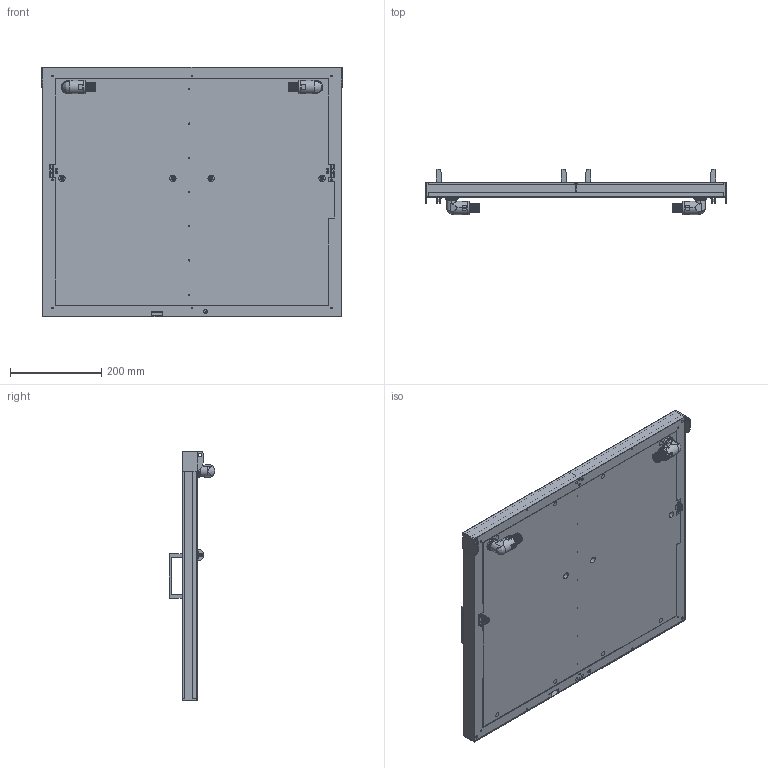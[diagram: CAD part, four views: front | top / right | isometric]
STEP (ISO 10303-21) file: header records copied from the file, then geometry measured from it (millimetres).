
FILE_DESCRIPTION (( 'STEP AP214' ), '1' );
FILE_NAME ('INGUN_114543.STEP', '2024-02-06T14:05:01', ( '' ), ( '' ), 'SwSTEP 2.0', 'SolidWorks 2021', '' );
FILE_SCHEMA (( 'AUTOMOTIVE_DESIGN' ));
Length unit declared in the file: millimetre
Products named in the file (22): 113760~1_S; Gewindebuchse~n_M04-07,5 offen; 11657~0; 100974~1_KUNDE<S>; 115289~0_S; 112087~2_S; 19420~3; 1607~1; INGUN_114543; ISO7380~n_M04,0x012; 114548~0_S; 111995~2_S; 11655~0; 115770~0_S; 114555~0_Kunde<S>; 114545~0_S; 49317~0; 112176~0_S; 114556~0_S
Assembly tree (39 placements, depth 4):
  INGUN_114543
    115770~0_S
      114545~0_S
      Gewindebuchse~n_M04-07,5 offen  x8
    114548~0_S  x2
    114555~0_Kunde<S>  x2
      100974~1_KUNDE<S>
      100974~1_KUNDE<S>
      100974~1_KUNDE<S>
      100974~1_KUNDE<S>
    113760~1_S
    114556~0_S
    1607~1  x4
    112176~0_S  x2
      112087~2_S
        111995~2_S
        115289~0_S
      49317~0
    19420~3  x2
    11657~0  x2
    11655~0  x2
    ISO7380~n_M04,0x012  x3
Bounding box: 659 x 99.45 x 546 mm (x, y, z)
Volume: 6156599.6 mm3; surface area: 2064705.3 mm2
Topology: 40 solids, 40 shells, 2451 faces, 5807 edges, 3776 vertices
Faces by surface type: plane 1564, cylinder 743, cone 78, torus 50, bspline 16
Entity records: 30399 total; most frequent: DIRECTION 5266, CARTESIAN_POINT 5261, ORIENTED_EDGE 4680, EDGE_CURVE 2340, AXIS2_PLACEMENT_3D 1985, VERTEX_POINT 1524, LINE 1296, VECTOR 1296
